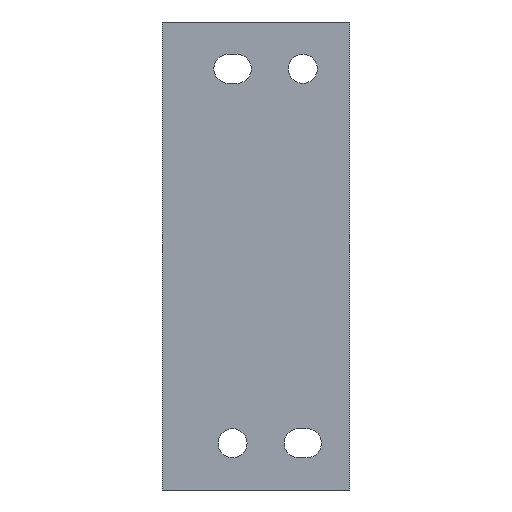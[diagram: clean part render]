
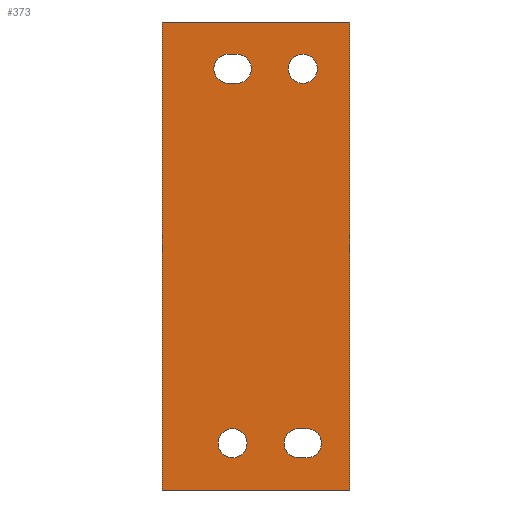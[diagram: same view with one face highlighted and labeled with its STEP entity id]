
A CAD part, front view. The second image highlights one B-rep face of the part: STEP entity #373.
In plain terms, the highlighted planar face has unit normal (0, -1, 0).
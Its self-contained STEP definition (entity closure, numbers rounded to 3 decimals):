
#259 = EDGE_LOOP ( 'NONE', ( #433, #436, #439, #428 ) ) ;
#358 = ORIENTED_EDGE ( 'NONE', *, *, #1982, .T. ) ;
#359 = ORIENTED_EDGE ( 'NONE', *, *, #367, .T. ) ;
#360 = EDGE_CURVE ( 'NONE', #368, #372, #1340, .T. ) ;
#361 = EDGE_CURVE ( 'NONE', #372, #362, #1336, .T. ) ;
#362 = VERTEX_POINT ( 'NONE', #1331 ) ;
#363 = ORIENTED_EDGE ( 'NONE', *, *, #360, .T. ) ;
#364 = ORIENTED_EDGE ( 'NONE', *, *, #361, .T. ) ;
#365 = EDGE_LOOP ( 'NONE', ( #370, #358 ) ) ;
#366 = EDGE_CURVE ( 'NONE', #369, #368, #1329, .T. ) ;
#367 = EDGE_CURVE ( 'NONE', #362, #369, #1330, .T. ) ;
#368 = VERTEX_POINT ( 'NONE', #1321 ) ;
#369 = VERTEX_POINT ( 'NONE', #1320 ) ;
#370 = ORIENTED_EDGE ( 'NONE', *, *, #442, .T. ) ;
#371 = ORIENTED_EDGE ( 'NONE', *, *, #366, .T. ) ;
#372 = VERTEX_POINT ( 'NONE', #1319 ) ;
#373 = ADVANCED_FACE ( 'NONE', ( #1318, #1317, #1316, #1315, #1314 ), #1313, .F. ) ;
#374 = EDGE_CURVE ( 'NONE', #375, #380, #1307, .T. ) ;
#375 = VERTEX_POINT ( 'NONE', #1368 ) ;
#377 = EDGE_LOOP ( 'NONE', ( #363, #364, #359, #371 ) ) ;
#380 = VERTEX_POINT ( 'NONE', #1363 ) ;
#402 = EDGE_CURVE ( 'NONE', #380, #420, #1401, .T. ) ;
#403 = EDGE_CURVE ( 'NONE', #421, #420, #1397, .T. ) ;
#404 = ORIENTED_EDGE ( 'NONE', *, *, #403, .F. ) ;
#405 = EDGE_LOOP ( 'NONE', ( #482, #404, #409, #410 ) ) ;
#409 = ORIENTED_EDGE ( 'NONE', *, *, #416, .F. ) ;
#410 = ORIENTED_EDGE ( 'NONE', *, *, #374, .T. ) ;
#416 = EDGE_CURVE ( 'NONE', #375, #421, #1377, .T. ) ;
#420 = VERTEX_POINT ( 'NONE', #1426 ) ;
#421 = VERTEX_POINT ( 'NONE', #1425 ) ;
#426 = EDGE_CURVE ( 'NONE', #432, #440, #1420, .T. ) ;
#427 = EDGE_CURVE ( 'NONE', #1980, #1992, #1415, .T. ) ;
#428 = ORIENTED_EDGE ( 'NONE', *, *, #426, .T. ) ;
#429 = ORIENTED_EDGE ( 'NONE', *, *, #427, .T. ) ;
#430 = EDGE_LOOP ( 'NONE', ( #429, #486 ) ) ;
#431 = EDGE_CURVE ( 'NONE', #437, #432, #1410, .T. ) ;
#432 = VERTEX_POINT ( 'NONE', #1406 ) ;
#433 = ORIENTED_EDGE ( 'NONE', *, *, #434, .T. ) ;
#434 = EDGE_CURVE ( 'NONE', #440, #438, #1405, .T. ) ;
#435 = EDGE_CURVE ( 'NONE', #438, #437, #1466, .T. ) ;
#436 = ORIENTED_EDGE ( 'NONE', *, *, #435, .T. ) ;
#437 = VERTEX_POINT ( 'NONE', #1461 ) ;
#438 = VERTEX_POINT ( 'NONE', #1460 ) ;
#439 = ORIENTED_EDGE ( 'NONE', *, *, #431, .T. ) ;
#440 = VERTEX_POINT ( 'NONE', #1459 ) ;
#442 = EDGE_CURVE ( 'NONE', #1979, #1978, #1458, .T. ) ;
#482 = ORIENTED_EDGE ( 'NONE', *, *, #402, .T. ) ;
#486 = ORIENTED_EDGE ( 'NONE', *, *, #2014, .T. ) ;
#1307 = LINE ( 'NONE', #1371, #1370 ) ;
#1309 = DIRECTION ( 'NONE',  ( 0., 0., 1. ) ) ;
#1310 = DIRECTION ( 'NONE',  ( 0., 1., 0. ) ) ;
#1311 = CARTESIAN_POINT ( 'NONE',  ( -10., 0., 25. ) ) ;
#1312 = AXIS2_PLACEMENT_3D ( 'NONE', #1311, #1310, #1309 ) ;
#1313 = PLANE ( 'NONE',  #1312 ) ;
#1314 = FACE_OUTER_BOUND ( 'NONE', #405, .T. ) ;
#1315 = FACE_BOUND ( 'NONE', #430, .T. ) ;
#1316 = FACE_BOUND ( 'NONE', #259, .T. ) ;
#1317 = FACE_BOUND ( 'NONE', #365, .T. ) ;
#1318 = FACE_BOUND ( 'NONE', #377, .T. ) ;
#1319 = CARTESIAN_POINT ( 'NONE',  ( -2.95, 0., 18.45 ) ) ;
#1320 = CARTESIAN_POINT ( 'NONE',  ( -2.05, 0., 21.55 ) ) ;
#1321 = CARTESIAN_POINT ( 'NONE',  ( -2.05, 0., 18.45 ) ) ;
#1322 = DIRECTION ( 'NONE',  ( 1., 0., 0. ) ) ;
#1323 = VECTOR ( 'NONE', #1322, 1000. ) ;
#1324 = CARTESIAN_POINT ( 'NONE',  ( -2.95, 0., 21.55 ) ) ;
#1325 = DIRECTION ( 'NONE',  ( 0., 0., 1. ) ) ;
#1326 = DIRECTION ( 'NONE',  ( 0., 1., 0. ) ) ;
#1327 = CARTESIAN_POINT ( 'NONE',  ( -2.05, 0., 20. ) ) ;
#1328 = AXIS2_PLACEMENT_3D ( 'NONE', #1327, #1326, #1325 ) ;
#1329 = CIRCLE ( 'NONE', #1328, 1.55 ) ;
#1330 = LINE ( 'NONE', #1324, #1323 ) ;
#1331 = CARTESIAN_POINT ( 'NONE',  ( -2.95, 0., 21.55 ) ) ;
#1332 = DIRECTION ( 'NONE',  ( 0., 0., 1. ) ) ;
#1333 = DIRECTION ( 'NONE',  ( 0., 1., 0. ) ) ;
#1334 = CARTESIAN_POINT ( 'NONE',  ( -2.95, 0., 20. ) ) ;
#1335 = AXIS2_PLACEMENT_3D ( 'NONE', #1334, #1333, #1332 ) ;
#1336 = CIRCLE ( 'NONE', #1335, 1.55 ) ;
#1337 = DIRECTION ( 'NONE',  ( -1., 0., 0. ) ) ;
#1338 = VECTOR ( 'NONE', #1337, 1000. ) ;
#1339 = CARTESIAN_POINT ( 'NONE',  ( -2.95, 0., 18.45 ) ) ;
#1340 = LINE ( 'NONE', #1339, #1338 ) ;
#1363 = CARTESIAN_POINT ( 'NONE',  ( -10., 0., -25. ) ) ;
#1368 = CARTESIAN_POINT ( 'NONE',  ( -10., 0., 25. ) ) ;
#1369 = DIRECTION ( 'NONE',  ( 0., 0., -1. ) ) ;
#1370 = VECTOR ( 'NONE', #1369, 1000. ) ;
#1371 = CARTESIAN_POINT ( 'NONE',  ( -10., 0., 25. ) ) ;
#1374 = DIRECTION ( 'NONE',  ( 1., 0., 0. ) ) ;
#1375 = VECTOR ( 'NONE', #1374, 1000. ) ;
#1376 = CARTESIAN_POINT ( 'NONE',  ( -10., 0., 25. ) ) ;
#1377 = LINE ( 'NONE', #1376, #1375 ) ;
#1394 = DIRECTION ( 'NONE',  ( 0., 0., -1. ) ) ;
#1395 = VECTOR ( 'NONE', #1394, 1000. ) ;
#1396 = CARTESIAN_POINT ( 'NONE',  ( 10., 0., 25. ) ) ;
#1397 = LINE ( 'NONE', #1396, #1395 ) ;
#1398 = DIRECTION ( 'NONE',  ( 1., 0., 0. ) ) ;
#1399 = VECTOR ( 'NONE', #1398, 1000. ) ;
#1400 = CARTESIAN_POINT ( 'NONE',  ( -10., 0., -25. ) ) ;
#1401 = LINE ( 'NONE', #1400, #1399 ) ;
#1404 = CARTESIAN_POINT ( 'NONE',  ( 4.55, 0., -21.55 ) ) ;
#1405 = LINE ( 'NONE', #1404, #1468 ) ;
#1406 = CARTESIAN_POINT ( 'NONE',  ( 5.45, 0., -18.45 ) ) ;
#1407 = DIRECTION ( 'NONE',  ( 1., 0., 0. ) ) ;
#1408 = VECTOR ( 'NONE', #1407, 1000. ) ;
#1409 = CARTESIAN_POINT ( 'NONE',  ( 4.55, 0., -18.45 ) ) ;
#1410 = LINE ( 'NONE', #1409, #1408 ) ;
#1411 = DIRECTION ( 'NONE',  ( 0., 0., 1. ) ) ;
#1412 = DIRECTION ( 'NONE',  ( 0., 1., 0. ) ) ;
#1413 = CARTESIAN_POINT ( 'NONE',  ( -2.5, 0., -20. ) ) ;
#1414 = AXIS2_PLACEMENT_3D ( 'NONE', #1413, #1412, #1411 ) ;
#1415 = CIRCLE ( 'NONE', #1414, 1.55 ) ;
#1416 = DIRECTION ( 'NONE',  ( 0., 0., 1. ) ) ;
#1417 = DIRECTION ( 'NONE',  ( 0., 1., 0. ) ) ;
#1418 = CARTESIAN_POINT ( 'NONE',  ( 5.45, 0., -20. ) ) ;
#1419 = AXIS2_PLACEMENT_3D ( 'NONE', #1418, #1417, #1416 ) ;
#1420 = CIRCLE ( 'NONE', #1419, 1.55 ) ;
#1425 = CARTESIAN_POINT ( 'NONE',  ( 10., 0., 25. ) ) ;
#1426 = CARTESIAN_POINT ( 'NONE',  ( 10., 0., -25. ) ) ;
#1454 = DIRECTION ( 'NONE',  ( 0., 0., 1. ) ) ;
#1455 = DIRECTION ( 'NONE',  ( 0., 1., 0. ) ) ;
#1456 = CARTESIAN_POINT ( 'NONE',  ( 5., 0., 20. ) ) ;
#1457 = AXIS2_PLACEMENT_3D ( 'NONE', #1456, #1455, #1454 ) ;
#1458 = CIRCLE ( 'NONE', #1457, 1.55 ) ;
#1459 = CARTESIAN_POINT ( 'NONE',  ( 5.45, 0., -21.55 ) ) ;
#1460 = CARTESIAN_POINT ( 'NONE',  ( 4.55, 0., -21.55 ) ) ;
#1461 = CARTESIAN_POINT ( 'NONE',  ( 4.55, 0., -18.45 ) ) ;
#1462 = DIRECTION ( 'NONE',  ( 0., 0., 1. ) ) ;
#1463 = DIRECTION ( 'NONE',  ( 0., 1., 0. ) ) ;
#1464 = CARTESIAN_POINT ( 'NONE',  ( 4.55, 0., -20. ) ) ;
#1465 = AXIS2_PLACEMENT_3D ( 'NONE', #1464, #1463, #1462 ) ;
#1466 = CIRCLE ( 'NONE', #1465, 1.55 ) ;
#1467 = DIRECTION ( 'NONE',  ( -1., 0., 0. ) ) ;
#1468 = VECTOR ( 'NONE', #1467, 1000. ) ;
#1978 = VERTEX_POINT ( 'NONE', #2224 ) ;
#1979 = VERTEX_POINT ( 'NONE', #2223 ) ;
#1980 = VERTEX_POINT ( 'NONE', #2222 ) ;
#1982 = EDGE_CURVE ( 'NONE', #1978, #1979, #2221, .T. ) ;
#1992 = VERTEX_POINT ( 'NONE', #2256 ) ;
#2014 = EDGE_CURVE ( 'NONE', #1992, #1980, #2291, .T. ) ;
#2217 = DIRECTION ( 'NONE',  ( 0., 0., 1. ) ) ;
#2218 = DIRECTION ( 'NONE',  ( 0., 1., 0. ) ) ;
#2219 = CARTESIAN_POINT ( 'NONE',  ( 5., 0., 20. ) ) ;
#2220 = AXIS2_PLACEMENT_3D ( 'NONE', #2219, #2218, #2217 ) ;
#2221 = CIRCLE ( 'NONE', #2220, 1.55 ) ;
#2222 = CARTESIAN_POINT ( 'NONE',  ( -2.5, 0., -18.45 ) ) ;
#2223 = CARTESIAN_POINT ( 'NONE',  ( 5., 0., 21.55 ) ) ;
#2224 = CARTESIAN_POINT ( 'NONE',  ( 5., 0., 18.45 ) ) ;
#2256 = CARTESIAN_POINT ( 'NONE',  ( -2.5, 0., -21.55 ) ) ;
#2287 = DIRECTION ( 'NONE',  ( 0., 0., 1. ) ) ;
#2288 = DIRECTION ( 'NONE',  ( 0., 1., 0. ) ) ;
#2289 = CARTESIAN_POINT ( 'NONE',  ( -2.5, 0., -20. ) ) ;
#2290 = AXIS2_PLACEMENT_3D ( 'NONE', #2289, #2288, #2287 ) ;
#2291 = CIRCLE ( 'NONE', #2290, 1.55 ) ;
